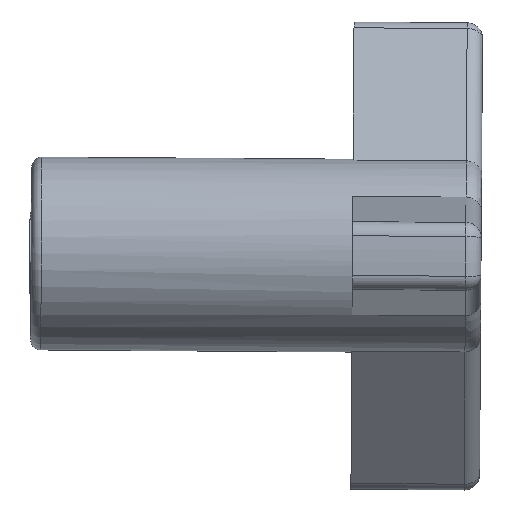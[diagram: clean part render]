
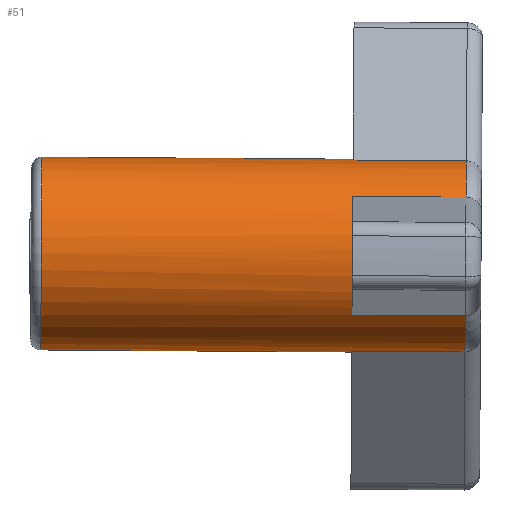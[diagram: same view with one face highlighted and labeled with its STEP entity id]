
A CAD part, front view. The second image highlights one B-rep face of the part: STEP entity #51.
In plain terms, the highlighted cylindrical face has radius 9.525 mm (diameter 19.05 mm), a partial arc.
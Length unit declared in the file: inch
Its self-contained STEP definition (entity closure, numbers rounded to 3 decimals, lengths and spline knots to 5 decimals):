
#51=ADVANCED_FACE('',(#128),#129,.T.);
#128=FACE_OUTER_BOUND('',#275,.T.);
#129=CYLINDRICAL_SURFACE('',#276,0.375);
#275=EDGE_LOOP('',(#446,#447,#448,#449,#450,#451,#452,#453,#454,#455,#456,#457,#458,#459,#460,#461));
#276=AXIS2_PLACEMENT_3D('',#462,#463,#464);
#446=ORIENTED_EDGE('',*,*,#976,.F.);
#447=ORIENTED_EDGE('',*,*,#977,.T.);
#448=ORIENTED_EDGE('',*,*,#978,.T.);
#449=ORIENTED_EDGE('',*,*,#979,.T.);
#450=ORIENTED_EDGE('',*,*,#980,.T.);
#451=ORIENTED_EDGE('',*,*,#981,.T.);
#452=ORIENTED_EDGE('',*,*,#982,.F.);
#453=ORIENTED_EDGE('',*,*,#983,.T.);
#454=ORIENTED_EDGE('',*,*,#984,.F.);
#455=ORIENTED_EDGE('',*,*,#985,.T.);
#456=ORIENTED_EDGE('',*,*,#986,.T.);
#457=ORIENTED_EDGE('',*,*,#987,.T.);
#458=ORIENTED_EDGE('',*,*,#988,.T.);
#459=ORIENTED_EDGE('',*,*,#989,.T.);
#460=ORIENTED_EDGE('',*,*,#990,.F.);
#461=ORIENTED_EDGE('',*,*,#991,.T.);
#462=CARTESIAN_POINT('',(-2.17366,1.33539,1.08309));
#463=DIRECTION('',(-1.,0.,0.007));
#464=DIRECTION('',(-0.007,0.,-1.));
#976=EDGE_CURVE('',#1161,#1162,#1163,.T.);
#977=EDGE_CURVE('',#1161,#1164,#1165,.F.);
#978=EDGE_CURVE('',#1164,#1166,#1167,.F.);
#979=EDGE_CURVE('',#1166,#1168,#1169,.F.);
#980=EDGE_CURVE('',#1168,#1170,#1171,.T.);
#981=EDGE_CURVE('',#1170,#1172,#1173,.F.);
#982=EDGE_CURVE('',#1174,#1172,#1175,.T.);
#983=EDGE_CURVE('',#1174,#1176,#1177,.F.);
#984=EDGE_CURVE('',#1178,#1176,#1179,.F.);
#985=EDGE_CURVE('',#1178,#1180,#1181,.F.);
#986=EDGE_CURVE('',#1180,#1182,#1183,.F.);
#987=EDGE_CURVE('',#1182,#1184,#1185,.F.);
#988=EDGE_CURVE('',#1184,#1186,#1187,.T.);
#989=EDGE_CURVE('',#1186,#1188,#1189,.F.);
#990=EDGE_CURVE('',#1190,#1188,#1191,.T.);
#991=EDGE_CURVE('',#1190,#1162,#1192,.T.);
#1161=VERTEX_POINT('',#1435);
#1162=VERTEX_POINT('',#1436);
#1163=LINE('',#1437,#1438);
#1164=VERTEX_POINT('',#1439);
#1165=CIRCLE('',#1440,0.375);
#1166=VERTEX_POINT('',#1441);
#1167=LINE('',#1442,#1443);
#1168=VERTEX_POINT('',#1444);
#1169=CIRCLE('',#1445,0.375);
#1170=VERTEX_POINT('',#1446);
#1171=LINE('',#1447,#1448);
#1172=VERTEX_POINT('',#1449);
#1173=CIRCLE('',#1450,0.375);
#1174=VERTEX_POINT('',#1451);
#1175=LINE('',#1452,#1453);
#1176=VERTEX_POINT('',#1454);
#1177=CIRCLE('',#1455,0.375);
#1178=VERTEX_POINT('',#1456);
#1179=LINE('',#1457,#1458);
#1180=VERTEX_POINT('',#1459);
#1181=CIRCLE('',#1460,0.375);
#1182=VERTEX_POINT('',#1461);
#1183=LINE('',#1462,#1463);
#1184=VERTEX_POINT('',#1464);
#1185=CIRCLE('',#1465,0.375);
#1186=VERTEX_POINT('',#1466);
#1187=LINE('',#1467,#1468);
#1188=VERTEX_POINT('',#1469);
#1189=CIRCLE('',#1470,0.375);
#1190=VERTEX_POINT('',#1471);
#1191=LINE('',#1472,#1473);
#1192=CIRCLE('',#1474,0.375);
#1435=CARTESIAN_POINT('',(-2.67617,1.33539,0.71147));
#1436=CARTESIAN_POINT('',(-3.88614,1.33539,0.71961));
#1437=CARTESIAN_POINT('',(-3.06118,1.33539,0.71406));
#1438=VECTOR('',#1834,1.0);
#1439=CARTESIAN_POINT('',(-2.67615,1.28394,0.71501));
#1440=AXIS2_PLACEMENT_3D('',#1835,#1836,#1837);
#1441=CARTESIAN_POINT('',(-2.23616,1.28394,0.71205));
#1442=CARTESIAN_POINT('',(-2.17616,1.28394,0.71165));
#1443=VECTOR('',#1838,39.37008);
#1444=CARTESIAN_POINT('',(-2.23521,1.03943,0.85322));
#1445=AXIS2_PLACEMENT_3D('',#1839,#1840,#1841);
#1446=CARTESIAN_POINT('',(-2.6752,1.03943,0.85618));
#1447=CARTESIAN_POINT('',(-2.17521,1.03943,0.85281));
#1448=VECTOR('',#1842,39.37008);
#1449=CARTESIAN_POINT('',(-2.6746,0.98817,0.94483));
#1450=AXIS2_PLACEMENT_3D('',#1843,#1844,#1845);
#1451=CARTESIAN_POINT('',(-2.25461,0.98817,0.942));
#1452=CARTESIAN_POINT('',(-2.17461,0.98817,0.94146));
#1453=VECTOR('',#1846,39.37008);
#1454=CARTESIAN_POINT('',(-2.2527,0.98817,1.22526));
#1455=AXIS2_PLACEMENT_3D('',#1847,#1848,#1849);
#1456=CARTESIAN_POINT('',(-2.67269,0.98817,1.22809));
#1457=CARTESIAN_POINT('',(-2.1727,0.98817,1.22473));
#1458=VECTOR('',#1850,39.37008);
#1459=CARTESIAN_POINT('',(-2.6721,1.03944,1.31674));
#1460=AXIS2_PLACEMENT_3D('',#1851,#1852,#1853);
#1461=CARTESIAN_POINT('',(-2.23211,1.03944,1.31378));
#1462=CARTESIAN_POINT('',(-2.17211,1.03944,1.31338));
#1463=VECTOR('',#1854,39.37008);
#1464=CARTESIAN_POINT('',(-2.23116,1.28394,1.45494));
#1465=AXIS2_PLACEMENT_3D('',#1855,#1856,#1857);
#1466=CARTESIAN_POINT('',(-2.67115,1.28394,1.4579));
#1467=CARTESIAN_POINT('',(-2.17116,1.28394,1.45454));
#1468=VECTOR('',#1858,39.37008);
#1469=CARTESIAN_POINT('',(-2.67112,1.33539,1.46145));
#1470=AXIS2_PLACEMENT_3D('',#1859,#1860,#1861);
#1471=CARTESIAN_POINT('',(-3.88109,1.33539,1.46959));
#1472=CARTESIAN_POINT('',(-3.05613,1.33539,1.46404));
#1473=VECTOR('',#1862,1.0);
#1474=AXIS2_PLACEMENT_3D('',#1863,#1864,#1865);
#1834=DIRECTION('',(-1.,0.,0.007));
#1835=CARTESIAN_POINT('',(-2.67365,1.33539,1.08646));
#1836=DIRECTION('',(1.,0.,-0.007));
#1837=DIRECTION('',(0.007,0.,1.));
#1838=DIRECTION('',(-1.,0.,0.007));
#1839=CARTESIAN_POINT('',(-2.23366,1.33539,1.0835));
#1840=DIRECTION('',(1.,0.,-0.007));
#1841=DIRECTION('',(0.007,0.,1.));
#1842=DIRECTION('',(-1.,0.,0.007));
#1843=CARTESIAN_POINT('',(-2.67365,1.33539,1.08646));
#1844=DIRECTION('',(1.,0.,-0.007));
#1845=DIRECTION('',(0.007,0.,1.));
#1846=DIRECTION('',(-1.,0.,0.007));
#1847=CARTESIAN_POINT('',(-2.25366,1.33539,1.08363));
#1848=DIRECTION('',(1.,0.,-0.007));
#1849=DIRECTION('',(0.007,0.,1.));
#1850=DIRECTION('',(-1.,0.,0.007));
#1851=CARTESIAN_POINT('',(-2.67365,1.33539,1.08646));
#1852=DIRECTION('',(1.,0.,-0.007));
#1853=DIRECTION('',(0.007,0.,1.));
#1854=DIRECTION('',(-1.,0.,0.007));
#1855=CARTESIAN_POINT('',(-2.23366,1.33539,1.0835));
#1856=DIRECTION('',(1.,0.,-0.007));
#1857=DIRECTION('',(0.007,0.,1.));
#1858=DIRECTION('',(-1.,0.,0.007));
#1859=CARTESIAN_POINT('',(-2.67365,1.33539,1.08646));
#1860=DIRECTION('',(1.,0.,-0.007));
#1861=DIRECTION('',(0.007,0.,1.));
#1862=DIRECTION('',(1.,0.,-0.007));
#1863=CARTESIAN_POINT('',(-3.88362,1.33539,1.0946));
#1864=DIRECTION('',(1.,0.,-0.007));
#1865=DIRECTION('',(0.007,0.,1.));
